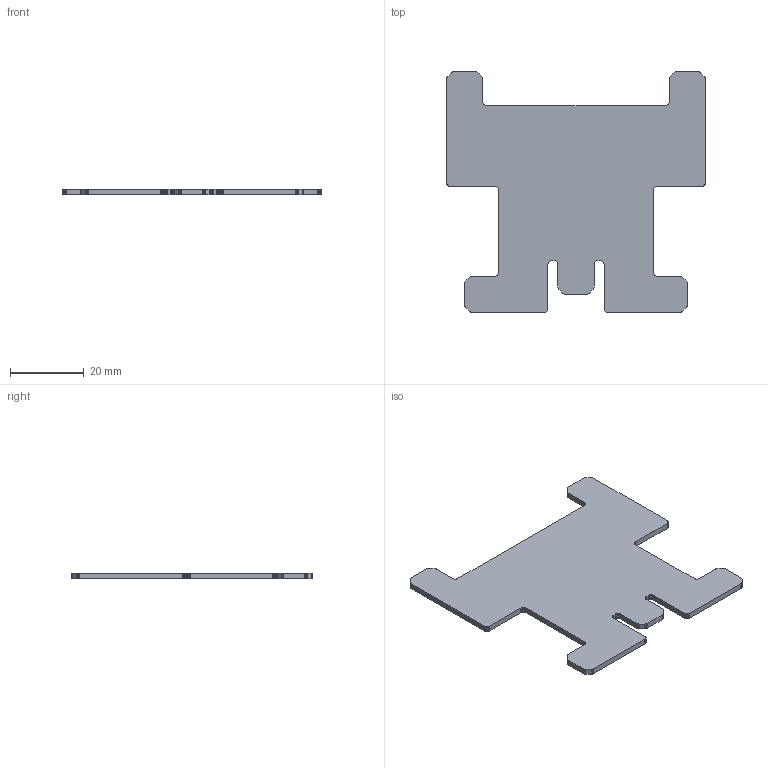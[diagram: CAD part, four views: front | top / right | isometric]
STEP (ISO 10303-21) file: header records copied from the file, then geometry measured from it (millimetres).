
FILE_DESCRIPTION(('KiCad electronic assembly'),'2;1');
FILE_NAME('noop_core_board.step','2024-06-06T13:38:52',('Pcbnew'),( 'Kicad'),'Open CASCADE STEP processor 7.6','KiCad to STEP converter' ,'Unknown');
FILE_SCHEMA(('AUTOMOTIVE_DESIGN { 1 0 10303 214 1 1 1 1 }'));
Length unit declared in the file: millimetre
Products named in the file (2): noop_core_board 1; noop_core_board PCB
Assembly tree (1 placements, depth 2):
  noop_core_board 1
    noop_core_board PCB
Bounding box: 70.06 x 65.23 x 1.6 mm (x, y, z)
Volume: 5107.7 mm3; surface area: 6953.8 mm2
Topology: 1 solids, 1 shells, 228 faces, 678 edges, 452 vertices
Faces by surface type: plane 228
Entity records: 16343 total; most frequent: CARTESIAN_POINT 2716, DIRECTION 2494, LINE 2034, VECTOR 2034, ORIENTED_EDGE 1356, PCURVE 1356, DEFINITIONAL_REPRESENTATION 1356, EDGE_CURVE 678
